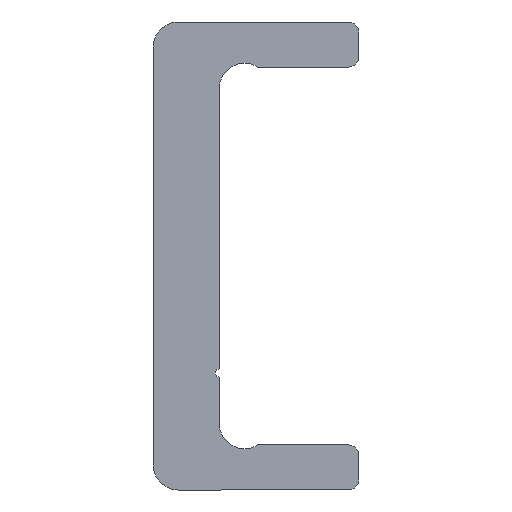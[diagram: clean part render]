
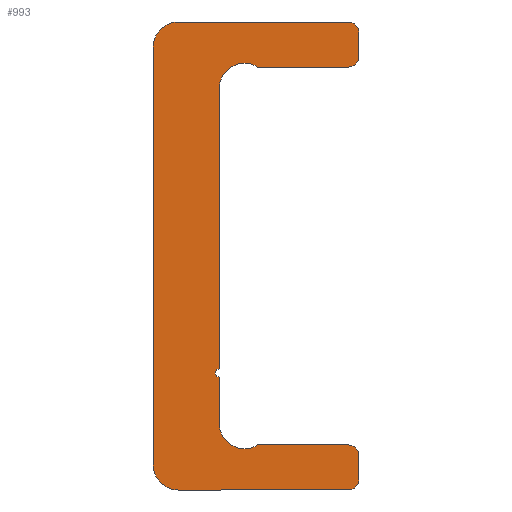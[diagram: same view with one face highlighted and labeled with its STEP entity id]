
A CAD part, left-side view. The second image highlights one B-rep face of the part: STEP entity #993.
In plain terms, the highlighted planar face has unit normal (-1, 0, 0).
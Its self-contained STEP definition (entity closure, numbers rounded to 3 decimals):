
#371=CARTESIAN_POINT('',(0.0,2.2,10.03));
#372=VERTEX_POINT('',#371);
#379=CARTESIAN_POINT('',(0.0,2.2,-6.75));
#380=VERTEX_POINT('',#379);
#381=CARTESIAN_POINT('',(0.0,2.2,10.03));
#382=DIRECTION('',(0.0,0.0,-1.0));
#383=VECTOR('',#382,16.78);
#384=LINE('',#381,#383);
#385=EDGE_CURVE('',#372,#380,#384,.T.);
#428=CARTESIAN_POINT('',(0.0,-0.098,11.3));
#429=VERTEX_POINT('',#428);
#436=CARTESIAN_POINT('',(0.0,0.7,10.03));
#437=DIRECTION('',(-1.0,0.0,0.0));
#438=DIRECTION('',(0.0,-1.0,0.0));
#439=AXIS2_PLACEMENT_3D('',#436,#437,#438);
#440=CIRCLE('',#439,1.5);
#441=EDGE_CURVE('',#429,#372,#440,.T.);
#460=CARTESIAN_POINT('',(0.0,-5.55,11.3));
#461=VERTEX_POINT('',#460);
#468=CARTESIAN_POINT('',(0.0,-5.55,11.3));
#469=DIRECTION('',(0.0,1.0,0.0));
#470=VECTOR('',#469,5.452);
#471=LINE('',#468,#470);
#472=EDGE_CURVE('',#461,#429,#471,.T.);
#492=CARTESIAN_POINT('',(0.0,-6.15,11.9));
#493=VERTEX_POINT('',#492);
#500=CARTESIAN_POINT('',(0.0,-5.55,11.9));
#501=DIRECTION('',(1.0,0.0,0.0));
#502=DIRECTION('',(0.0,-1.0,0.0));
#503=AXIS2_PLACEMENT_3D('',#500,#501,#502);
#504=CIRCLE('',#503,0.6);
#505=EDGE_CURVE('',#493,#461,#504,.T.);
#524=CARTESIAN_POINT('',(0.0,-6.15,13.4));
#525=VERTEX_POINT('',#524);
#532=CARTESIAN_POINT('',(0.0,-6.15,13.4));
#533=DIRECTION('',(0.0,0.0,-1.0));
#534=VECTOR('',#533,1.5);
#535=LINE('',#532,#534);
#536=EDGE_CURVE('',#525,#493,#535,.T.);
#556=CARTESIAN_POINT('',(0.0,-5.55,14.));
#557=VERTEX_POINT('',#556);
#564=CARTESIAN_POINT('',(0.0,-5.55,13.4));
#565=DIRECTION('',(1.0,0.0,0.0));
#566=DIRECTION('',(0.0,0.0,1.0));
#567=AXIS2_PLACEMENT_3D('',#564,#565,#566);
#568=CIRCLE('',#567,0.6);
#569=EDGE_CURVE('',#557,#525,#568,.T.);
#588=CARTESIAN_POINT('',(0.0,4.65,14.));
#589=VERTEX_POINT('',#588);
#596=CARTESIAN_POINT('',(0.0,4.65,14.));
#597=DIRECTION('',(0.0,-1.0,0.0));
#598=VECTOR('',#597,10.2);
#599=LINE('',#596,#598);
#600=EDGE_CURVE('',#589,#557,#599,.T.);
#620=CARTESIAN_POINT('',(0.0,6.15,12.5));
#621=VERTEX_POINT('',#620);
#628=CARTESIAN_POINT('',(0.0,4.65,12.5));
#629=DIRECTION('',(1.0,0.0,0.0));
#630=DIRECTION('',(0.0,1.0,0.0));
#631=AXIS2_PLACEMENT_3D('',#628,#629,#630);
#632=CIRCLE('',#631,1.5);
#633=EDGE_CURVE('',#621,#589,#632,.T.);
#652=CARTESIAN_POINT('',(0.0,6.15,-12.5));
#653=VERTEX_POINT('',#652);
#660=CARTESIAN_POINT('',(0.0,6.15,-12.5));
#661=DIRECTION('',(0.0,0.0,1.0));
#662=VECTOR('',#661,25.);
#663=LINE('',#660,#662);
#664=EDGE_CURVE('',#653,#621,#663,.T.);
#702=CARTESIAN_POINT('',(0.0,4.65,-14.));
#703=VERTEX_POINT('',#702);
#710=CARTESIAN_POINT('',(0.0,4.65,-12.5));
#711=DIRECTION('',(1.0,0.0,0.0));
#712=DIRECTION('',(0.0,0.0,-1.0));
#713=AXIS2_PLACEMENT_3D('',#710,#711,#712);
#714=CIRCLE('',#713,1.5);
#715=EDGE_CURVE('',#703,#653,#714,.T.);
#734=CARTESIAN_POINT('',(0.0,-5.55,-14.));
#735=VERTEX_POINT('',#734);
#742=CARTESIAN_POINT('',(0.0,-5.55,-14.));
#743=DIRECTION('',(0.0,1.0,0.0));
#744=VECTOR('',#743,10.2);
#745=LINE('',#742,#744);
#746=EDGE_CURVE('',#735,#703,#745,.T.);
#766=CARTESIAN_POINT('',(0.0,-6.15,-13.4));
#767=VERTEX_POINT('',#766);
#774=CARTESIAN_POINT('',(0.0,-5.55,-13.4));
#775=DIRECTION('',(1.0,0.0,0.0));
#776=DIRECTION('',(0.0,-1.0,0.0));
#777=AXIS2_PLACEMENT_3D('',#774,#775,#776);
#778=CIRCLE('',#777,0.6);
#779=EDGE_CURVE('',#767,#735,#778,.T.);
#798=CARTESIAN_POINT('',(0.0,-6.15,-11.9));
#799=VERTEX_POINT('',#798);
#806=CARTESIAN_POINT('',(0.0,-6.15,-11.9));
#807=DIRECTION('',(0.0,0.0,-1.0));
#808=VECTOR('',#807,1.5);
#809=LINE('',#806,#808);
#810=EDGE_CURVE('',#799,#767,#809,.T.);
#830=CARTESIAN_POINT('',(0.0,-5.55,-11.3));
#831=VERTEX_POINT('',#830);
#838=CARTESIAN_POINT('',(0.0,-5.55,-11.9));
#839=DIRECTION('',(1.0,0.0,0.0));
#840=DIRECTION('',(0.0,0.0,1.0));
#841=AXIS2_PLACEMENT_3D('',#838,#839,#840);
#842=CIRCLE('',#841,0.6);
#843=EDGE_CURVE('',#831,#799,#842,.T.);
#862=CARTESIAN_POINT('',(0.0,-0.098,-11.3));
#863=VERTEX_POINT('',#862);
#870=CARTESIAN_POINT('',(0.0,-0.098,-11.3));
#871=DIRECTION('',(0.0,-1.0,0.0));
#872=VECTOR('',#871,5.452);
#873=LINE('',#870,#872);
#874=EDGE_CURVE('',#863,#831,#873,.T.);
#894=CARTESIAN_POINT('',(0.0,2.2,-10.03));
#895=VERTEX_POINT('',#894);
#902=CARTESIAN_POINT('',(0.0,0.7,-10.03));
#903=DIRECTION('',(-1.0,0.0,0.0));
#904=DIRECTION('',(0.0,0.532,0.847));
#905=AXIS2_PLACEMENT_3D('',#902,#903,#904);
#906=CIRCLE('',#905,1.5);
#907=EDGE_CURVE('',#895,#863,#906,.T.);
#926=CARTESIAN_POINT('',(0.0,2.2,-7.25));
#927=VERTEX_POINT('',#926);
#934=CARTESIAN_POINT('',(0.0,2.2,-7.25));
#935=DIRECTION('',(0.0,0.0,-1.0));
#936=VECTOR('',#935,2.78);
#937=LINE('',#934,#936);
#938=EDGE_CURVE('',#927,#895,#937,.T.);
#957=CARTESIAN_POINT('',(0.0,2.2,-7.));
#958=DIRECTION('',(-1.0,0.0,0.0));
#959=DIRECTION('',(0.0,0.0,1.0));
#960=AXIS2_PLACEMENT_3D('',#957,#958,#959);
#961=CIRCLE('',#960,0.25);
#962=EDGE_CURVE('',#380,#927,#961,.T.);
#968=CARTESIAN_POINT('',(0.0,1.611,-0.021));
#969=DIRECTION('',(1.0,0.0,0.0));
#970=DIRECTION('',(0.0,0.0,-1.0));
#971=AXIS2_PLACEMENT_3D('',#968,#969,#970);
#972=PLANE('',#971);
#973=ORIENTED_EDGE('',*,*,#962,.F.);
#974=ORIENTED_EDGE('',*,*,#385,.F.);
#975=ORIENTED_EDGE('',*,*,#441,.F.);
#976=ORIENTED_EDGE('',*,*,#472,.F.);
#977=ORIENTED_EDGE('',*,*,#505,.F.);
#978=ORIENTED_EDGE('',*,*,#536,.F.);
#979=ORIENTED_EDGE('',*,*,#569,.F.);
#980=ORIENTED_EDGE('',*,*,#600,.F.);
#981=ORIENTED_EDGE('',*,*,#633,.F.);
#982=ORIENTED_EDGE('',*,*,#664,.F.);
#983=ORIENTED_EDGE('',*,*,#715,.F.);
#984=ORIENTED_EDGE('',*,*,#746,.F.);
#985=ORIENTED_EDGE('',*,*,#779,.F.);
#986=ORIENTED_EDGE('',*,*,#810,.F.);
#987=ORIENTED_EDGE('',*,*,#843,.F.);
#988=ORIENTED_EDGE('',*,*,#874,.F.);
#989=ORIENTED_EDGE('',*,*,#907,.F.);
#990=ORIENTED_EDGE('',*,*,#938,.F.);
#991=EDGE_LOOP('',(#973,#974,#975,#976,#977,#978,#979,#980,#981,#982,#983,#984,#985,#986,#987,#988,#989,#990));
#992=FACE_OUTER_BOUND('',#991,.T.);
#993=ADVANCED_FACE('',(#992),#972,.F.);
